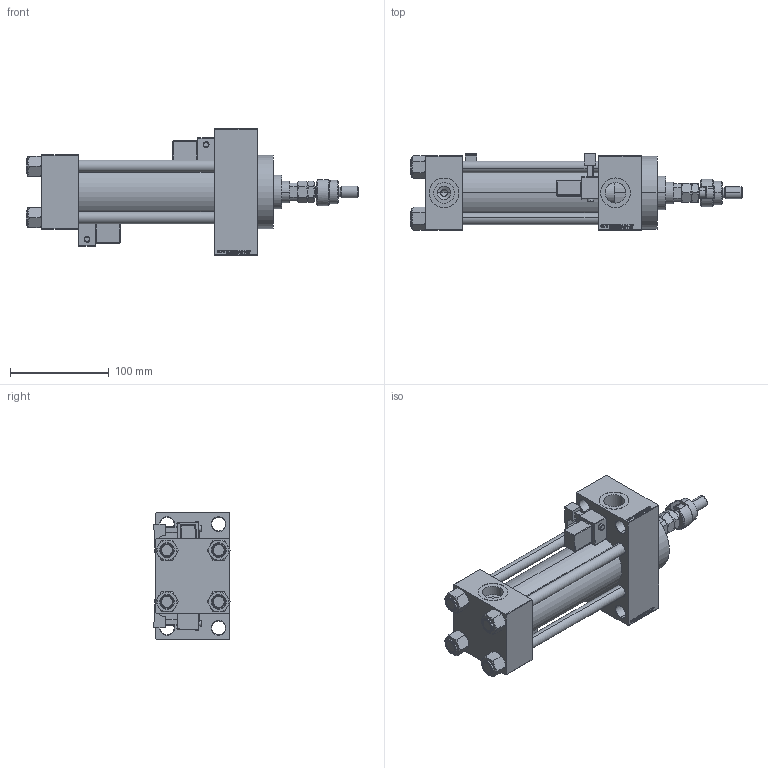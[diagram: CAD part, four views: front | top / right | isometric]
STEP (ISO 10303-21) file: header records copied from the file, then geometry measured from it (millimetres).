
FILE_DESCRIPTION (( 'STEP AP203' ), '1' );
FILE_NAME ('8780.STEP', '2022-09-14T00:19:47', ( '' ), ( '' ), 'SwSTEP 2.0', 'SolidWorks 2019', '' );
FILE_SCHEMA (( 'CONFIG_CONTROL_DESIGN' ));
Length unit declared in the file: millimetre
Products named in the file (10): V215CR_D_TYCINKA ef580d2a09470298f4277ea326cb74f5; MFA ef580d2a09470298f4277ea326cb74f5; 8780; V215CR_MSU ef580d2a09470298f4277ea326cb74f5; NUT_M5_D ef580d2a09470298f4277ea326cb74f5; V215CR_D_Body ef580d2a09470298f4277ea326cb74f5; V215_VC_A ef580d2a09470298f4277ea326cb74f5; DFA ef580d2a09470298f4277ea326cb74f5; V215CR_VCP_D ef580d2a09470298f4277ea326cb74f5; FEMALE_PART_FOR_DFA ef580d2a09470298f4277ea326cb74f5
Assembly tree (16 placements, depth 3):
  8780
    V215CR_D_Body ef580d2a09470298f4277ea326cb74f5
    V215CR_VCP_D ef580d2a09470298f4277ea326cb74f5
    NUT_M5_D ef580d2a09470298f4277ea326cb74f5  x4
    V215CR_D_TYCINKA ef580d2a09470298f4277ea326cb74f5  x4
    V215_VC_A ef580d2a09470298f4277ea326cb74f5
    DFA ef580d2a09470298f4277ea326cb74f5
      FEMALE_PART_FOR_DFA ef580d2a09470298f4277ea326cb74f5
      MFA ef580d2a09470298f4277ea326cb74f5
    V215CR_MSU ef580d2a09470298f4277ea326cb74f5  x2
Bounding box: 336 x 77.3 x 128 mm (x, y, z)
Volume: 962868 mm3; surface area: 230246.2 mm2
Topology: 15 solids, 15 shells, 1350 faces, 3307 edges, 2087 vertices
Faces by surface type: plane 585, bspline 368, cone 184, cylinder 165, torus 24, sphere 24
Entity records: 52432 total; most frequent: CARTESIAN_POINT 26169, ORIENTED_EDGE 5724, DIRECTION 4002, EDGE_CURVE 2862, VERTEX_POINT 1847, VECTOR 1666, LINE 1666, EDGE_LOOP 1293
